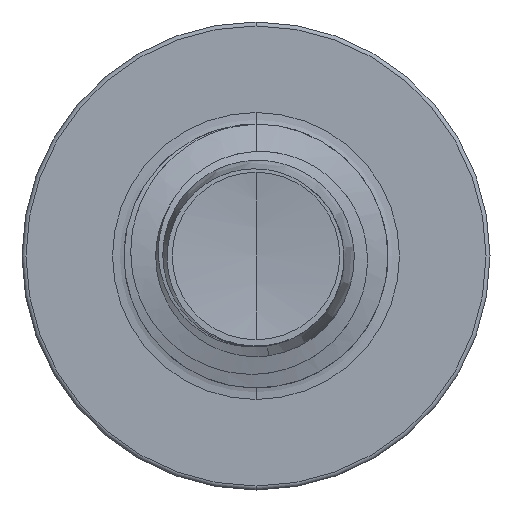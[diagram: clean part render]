
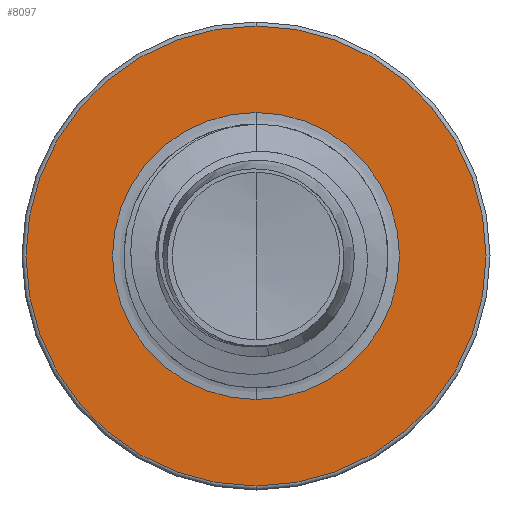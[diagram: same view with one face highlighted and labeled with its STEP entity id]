
A CAD part, front view. The second image highlights one B-rep face of the part: STEP entity #8097.
In plain terms, the highlighted planar face has unit normal (0, -1, 0).
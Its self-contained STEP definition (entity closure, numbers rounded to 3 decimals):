
#69 = EDGE_CURVE ( 'NONE', #7925, #5823, #2061, .T. ) ;
#150 = DIRECTION ( 'NONE',  ( 0., 0., 1. ) ) ;
#370 = DIRECTION ( 'NONE',  ( 0., 1., 0. ) ) ;
#381 = CARTESIAN_POINT ( 'NONE',  ( 0., 2., 0. ) ) ;
#382 = CARTESIAN_POINT ( 'NONE',  ( 0., 2., -1.196 ) ) ;
#420 = DIRECTION ( 'NONE',  ( 0., 0., 1. ) ) ;
#422 = DIRECTION ( 'NONE',  ( 0., 1., 0. ) ) ;
#434 = CARTESIAN_POINT ( 'NONE',  ( 0., 2., 0. ) ) ;
#466 = EDGE_CURVE ( 'NONE', #5823, #7925, #2506, .T. ) ;
#485 = EDGE_CURVE ( 'NONE', #3413, #8738, #2183, .T. ) ;
#550 = FACE_BOUND ( 'NONE', #4839, .T. ) ;
#2061 = CIRCLE ( 'NONE', #7945, 1.196 ) ;
#2183 = CIRCLE ( 'NONE', #7615, 1.917 ) ;
#2506 = CIRCLE ( 'NONE', #7626, 1.196 ) ;
#3413 = VERTEX_POINT ( 'NONE', #6441 ) ;
#3506 = FACE_OUTER_BOUND ( 'NONE', #4594, .T. ) ;
#3618 = CARTESIAN_POINT ( 'NONE',  ( 0., 2., -1.196 ) ) ;
#3791 = ORIENTED_EDGE ( 'NONE', *, *, #69, .T. ) ;
#3907 = CARTESIAN_POINT ( 'NONE',  ( 0., 2., 1.196 ) ) ;
#4594 = EDGE_LOOP ( 'NONE', ( #8393, #7068 ) ) ;
#4669 = CARTESIAN_POINT ( 'NONE',  ( 0., 2., 0. ) ) ;
#4839 = EDGE_LOOP ( 'NONE', ( #5588, #3791 ) ) ;
#5223 = PLANE ( 'NONE',  #5753 ) ;
#5400 = DIRECTION ( 'NONE',  ( 0., 0., 1. ) ) ;
#5503 = AXIS2_PLACEMENT_3D ( 'NONE', #4669, #9135, #5400 ) ;
#5588 = ORIENTED_EDGE ( 'NONE', *, *, #466, .T. ) ;
#5753 = AXIS2_PLACEMENT_3D ( 'NONE', #3618, #9711, #5898 ) ;
#5823 = VERTEX_POINT ( 'NONE', #3907 ) ;
#5898 = DIRECTION ( 'NONE',  ( 0., 0., 1. ) ) ;
#6137 = DIRECTION ( 'NONE',  ( 0., 0., 1. ) ) ;
#6147 = DIRECTION ( 'NONE',  ( 0., 1., 0. ) ) ;
#6157 = CARTESIAN_POINT ( 'NONE',  ( 0., 2., 0. ) ) ;
#6441 = CARTESIAN_POINT ( 'NONE',  ( 0., 2., -1.917 ) ) ;
#6638 = CARTESIAN_POINT ( 'NONE',  ( 0., 2., 1.917 ) ) ;
#7068 = ORIENTED_EDGE ( 'NONE', *, *, #485, .F. ) ;
#7615 = AXIS2_PLACEMENT_3D ( 'NONE', #381, #370, #150 ) ;
#7626 = AXIS2_PLACEMENT_3D ( 'NONE', #434, #422, #420 ) ;
#7925 = VERTEX_POINT ( 'NONE', #382 ) ;
#7945 = AXIS2_PLACEMENT_3D ( 'NONE', #6157, #6147, #6137 ) ;
#8097 = ADVANCED_FACE ( 'NONE', ( #3506, #550 ), #5223, .F. ) ;
#8355 = EDGE_CURVE ( 'NONE', #8738, #3413, #8682, .T. ) ;
#8393 = ORIENTED_EDGE ( 'NONE', *, *, #8355, .F. ) ;
#8682 = CIRCLE ( 'NONE', #5503, 1.917 ) ;
#8738 = VERTEX_POINT ( 'NONE', #6638 ) ;
#9135 = DIRECTION ( 'NONE',  ( 0., 1., 0. ) ) ;
#9711 = DIRECTION ( 'NONE',  ( 0., 1., 0. ) ) ;
